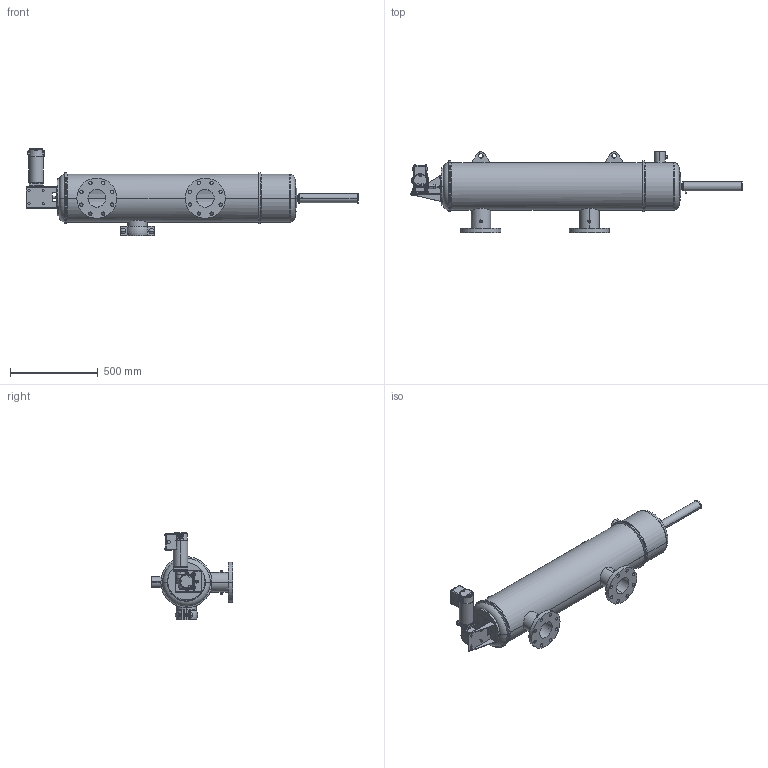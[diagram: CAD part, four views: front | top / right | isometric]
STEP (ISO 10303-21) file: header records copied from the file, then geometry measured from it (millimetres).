
FILE_DESCRIPTION (( 'STEP AP203' ), '1' );
FILE_NAME ('C4-180C-LP.STEP', '2020-09-23T10:26:47', ( '' ), ( '' ), 'SwSTEP 2.0', 'SolidWorks 2018', '' );
FILE_SCHEMA (( 'CONFIG_CONTROL_DESIGN' ));
Length unit declared in the file: millimetre
Products named in the file (8): Washdown drive shaft; C4-180C-LP; Motor assem; Washdown mounting bracket; simp2; reduced size motor; C4-180C for LP; simp
Assembly tree (13 placements, depth 3):
  C4-180C-LP
    C4-180C for LP
    Motor assem
      Washdown drive shaft
      Washdown mounting bracket
      reduced size motor
      simp  x4
      simp2  x4
Bounding box: 1897.31 x 463.55 x 500.76 mm (x, y, z)
Volume: 11923253.2 mm3; surface area: 3392048.8 mm2
Topology: 27 solids, 27 shells, 1208 faces, 3119 edges, 2009 vertices
Faces by surface type: plane 545, cylinder 464, torus 66, bspline 64, cone 55, sphere 14
Entity records: 56140 total; most frequent: CARTESIAN_POINT 29236, ORIENTED_EDGE 5758, DIRECTION 5018, EDGE_CURVE 2879, VERTEX_POINT 1853, AXIS2_PLACEMENT_3D 1778, VECTOR 1462, LINE 1462
